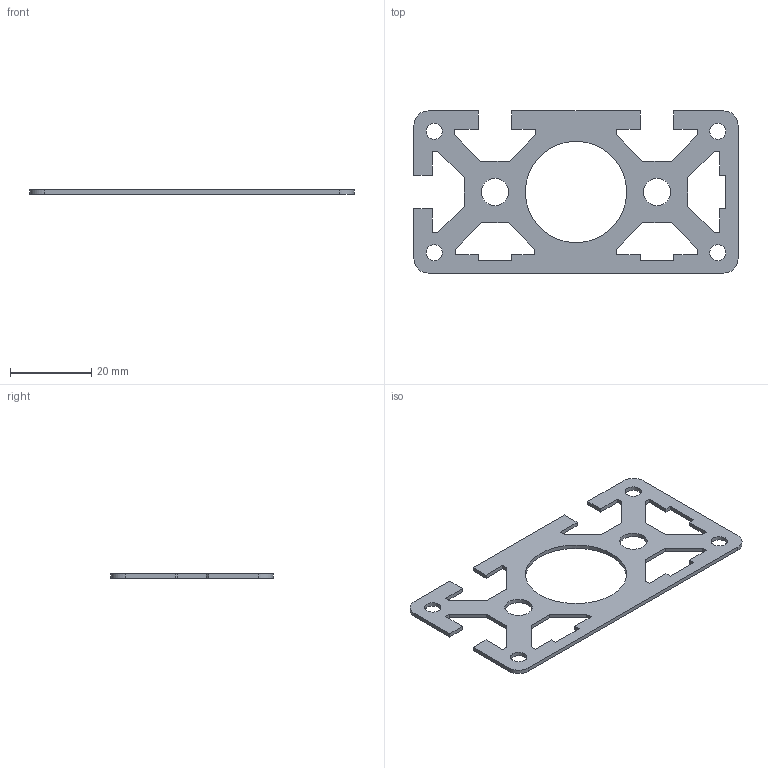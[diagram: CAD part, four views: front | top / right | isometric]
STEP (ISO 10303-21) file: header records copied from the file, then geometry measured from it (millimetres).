
FILE_DESCRIPTION((''),'2;1');
FILE_NAME('SP718_extern.ipt.step','2007-09-10T15:11:31',(''),(''),'Autodesk Inventor 11','Autodesk Inventor 11','');
FILE_SCHEMA(('AUTOMOTIVE_DESIGN { 1 0 10303 214 1 1 1 1 }'));
Length unit declared in the file: millimetre
Products named in the file (1): SP718_extern
Bounding box: 80 x 40 x 1 mm (x, y, z)
Volume: 1736.7 mm3; surface area: 4153.4 mm2
Topology: 1 solids, 1 shells, 77 faces, 232 edges, 157 vertices
Faces by surface type: plane 66, cylinder 7, bspline 4
Full cylindrical faces by diameter (mm): 4 x2, 6.8 x1
Entity records: 2601 total; most frequent: CARTESIAN_POINT 514, ORIENTED_EDGE 436, DIRECTION 388, EDGE_CURVE 218, VECTOR 196, LINE 196, VERTEX_POINT 150, EDGE_LOOP 104
